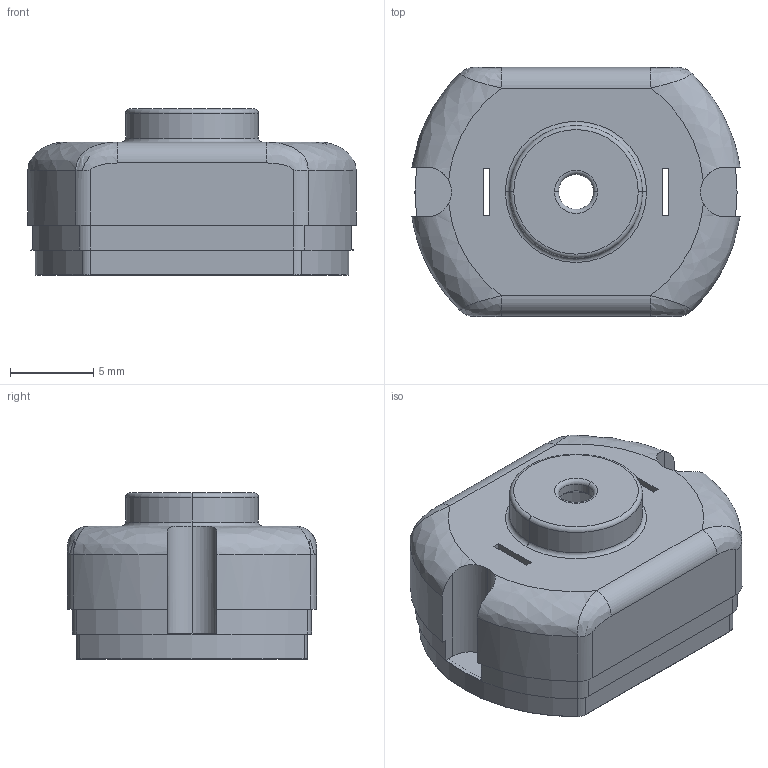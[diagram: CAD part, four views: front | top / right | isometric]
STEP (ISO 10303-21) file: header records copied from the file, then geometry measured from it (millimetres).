
FILE_DESCRIPTION (( 'STEP AP203' ), '1' );
FILE_NAME ('cover_Default_sldprt.STEP', '2025-04-05T11:43:44', ( '' ), ( '' ), 'SwSTEP 2.0', 'SolidWorks 2024', '' );
FILE_SCHEMA (( 'CONFIG_CONTROL_DESIGN' ));
Length unit declared in the file: millimetre
Products named in the file (1): cover_Default_sldprt
Bounding box: 19.77 x 15 x 10 mm (x, y, z)
Volume: 955.5 mm3; surface area: 1534.1 mm2
Topology: 1 solids, 1 shells, 186 faces, 446 edges, 266 vertices
Faces by surface type: cylinder 81, torus 49, plane 42, bspline 8, cone 6
Entity records: 6376 total; most frequent: CARTESIAN_POINT 1923, DIRECTION 989, ORIENTED_EDGE 892, EDGE_CURVE 446, AXIS2_PLACEMENT_3D 404, VERTEX_POINT 266, CIRCLE 225, EDGE_LOOP 196
